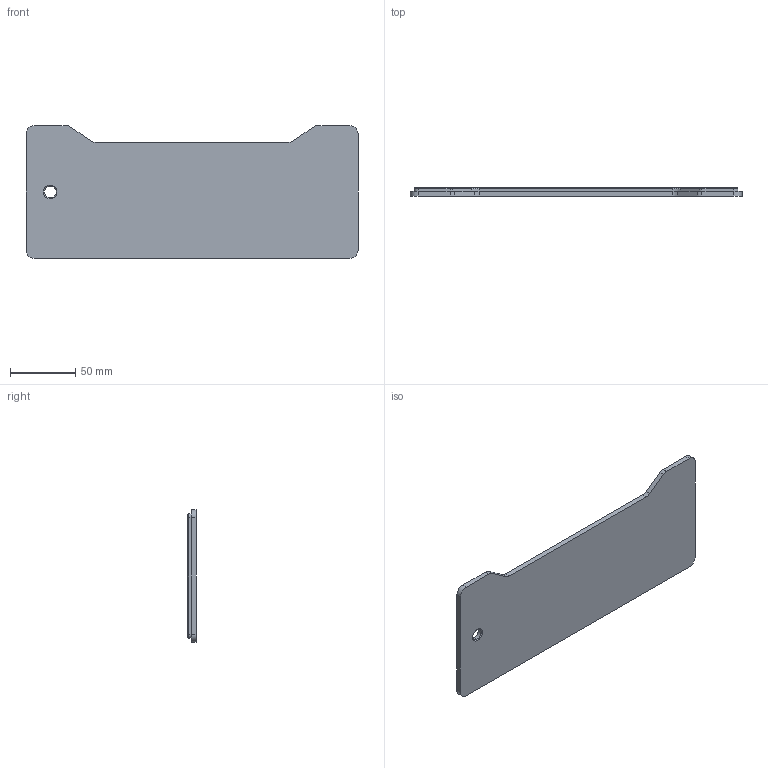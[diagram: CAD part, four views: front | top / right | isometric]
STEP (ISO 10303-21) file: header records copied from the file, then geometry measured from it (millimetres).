
FILE_DESCRIPTION (( 'STEP AP203' ), '1' );
FILE_NAME ('Theremin_lid.STEP', '2024-10-31T18:56:24', ( '' ), ( '' ), 'SwSTEP 2.0', 'SolidWorks 2021', '' );
FILE_SCHEMA (( 'CONFIG_CONTROL_DESIGN' ));
Length unit declared in the file: inch
Products named in the file (1): Theremin_lid
Bounding box: 254 x 6.35 x 101.6 mm (x, y, z)
Volume: 97148.9 mm3; surface area: 53037.9 mm2
Topology: 1 solids, 1 shells, 66 faces, 168 edges, 106 vertices
Faces by surface type: plane 36, cylinder 20, cone 10
Entity records: 2061 total; most frequent: DIRECTION 352, CARTESIAN_POINT 341, ORIENTED_EDGE 336, EDGE_CURVE 168, VECTOR 118, LINE 118, AXIS2_PLACEMENT_3D 117, VERTEX_POINT 106
